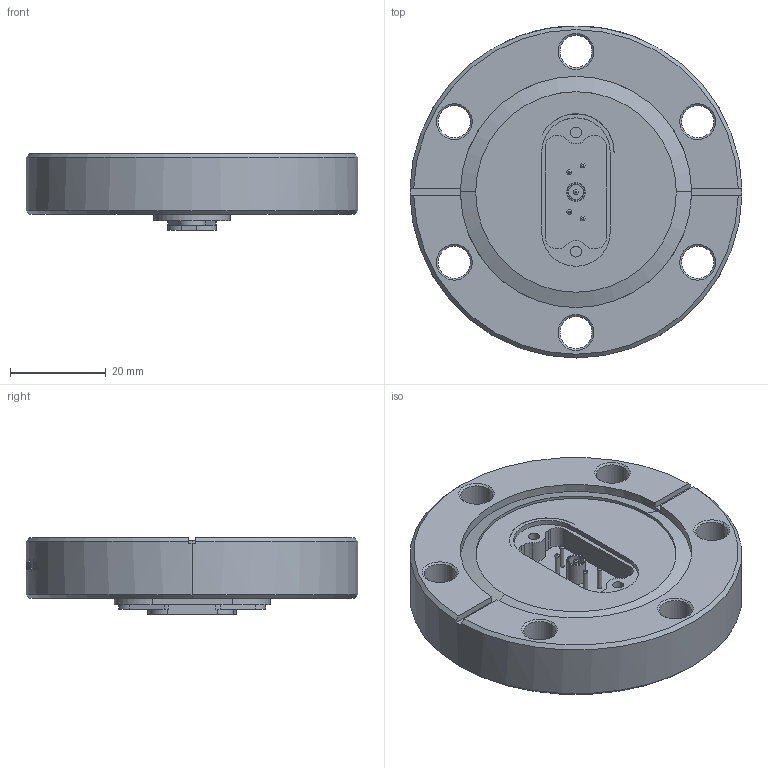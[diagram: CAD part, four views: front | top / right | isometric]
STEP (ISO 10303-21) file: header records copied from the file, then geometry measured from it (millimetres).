
FILE_DESCRIPTION(/* description */ ('Alibre Inc.'),/* implementation_level */ '2;1');
FILE_NAME(/* name */ 'export0',/* time_stamp */ '2009-02-03T16:16:41-08:00',/* author */ (''),/* organization */ (''),/* preprocessor_version */ 'ST-DEVELOPER v10',/* originating_system */ 'Alibre',/* authorisation */ '');
FILE_SCHEMA (('AUTOMOTIVE_DESIGN'));
Length unit declared in the file: centimetre
Products named in the file (1): WRM 100500
Bounding box: 69.34 x 69.34 x 16 mm (x, y, z)
Volume: 41164 mm3; surface area: 13631.8 mm2
Topology: 1 solids, 1 shells, 457 faces, 1166 edges, 761 vertices
Faces by surface type: plane 175, bspline 140, cylinder 97, cone 30, torus 14, sphere 1
Full cylindrical faces by diameter (mm): 0.965 x10, 2.261 x4, 3.175 x2, 3.912 x2
Entity records: 37994 total; most frequent: CARTESIAN_POINT 28382, ORIENTED_EDGE 2268, DIRECTION 1368, EDGE_CURVE 1134, VERTEX_POINT 761, AXIS2_PLACEMENT_3D 607, EDGE_LOOP 553, FACE_BOUND 553
